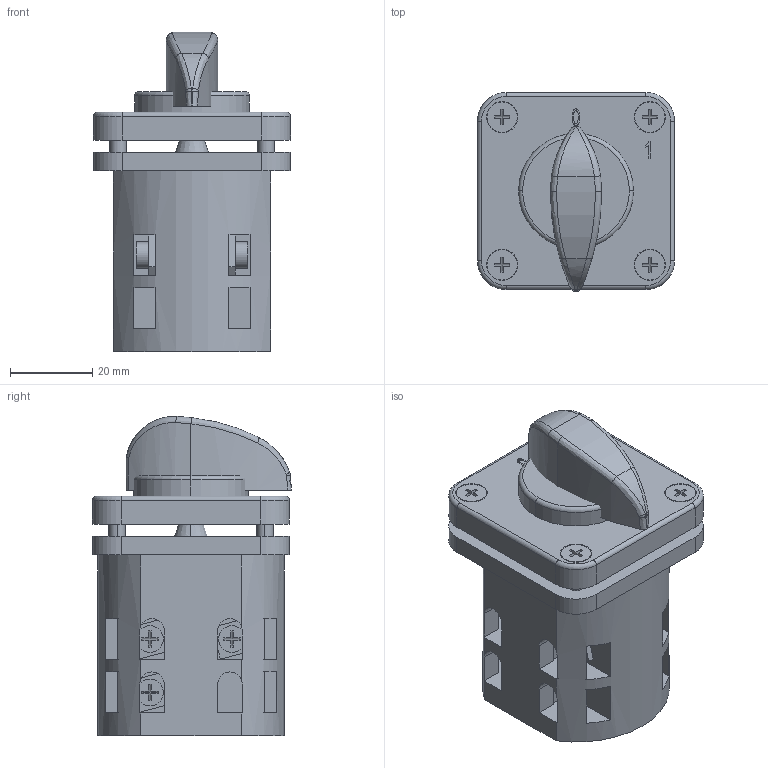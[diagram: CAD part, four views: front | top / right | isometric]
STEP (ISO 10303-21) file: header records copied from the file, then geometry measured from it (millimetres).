
FILE_DESCRIPTION (( 'STEP AP214' ), '1' );
FILE_NAME ('BCS13-025-1 Ïåðåêëþ÷àòåëü êóëà÷êîâûé ÏÊÏ25-13_Î 25À 0-1 3Ð_400Â.STEP', '2017-12-13T11:56:38', ( '' ), ( '' ), 'SwSTEP 2.0', 'SolidWorks 2014', '' );
FILE_SCHEMA (( 'AUTOMOTIVE_DESIGN' ));
Length unit declared in the file: millimetre
Products named in the file (1): BCS13-025-1 Ïåðåêëþ÷àòåëü êóëà÷êîâûé ÏÊÏ25-13_Î 25À  0-1  3Ð_400Â
Bounding box: 48 x 48.5 x 77.74 mm (x, y, z)
Volume: 94084.4 mm3; surface area: 24423.1 mm2
Topology: 6 solids, 6 shells, 376 faces, 942 edges, 600 vertices
Faces by surface type: plane 262, cylinder 81, bspline 24, torus 6, cone 2, sphere 1
Entity records: 12363 total; most frequent: CARTESIAN_POINT 3294, ORIENTED_EDGE 1880, DIRECTION 1790, EDGE_CURVE 940, LINE 680, VECTOR 680, VERTEX_POINT 599, AXIS2_PLACEMENT_3D 555
